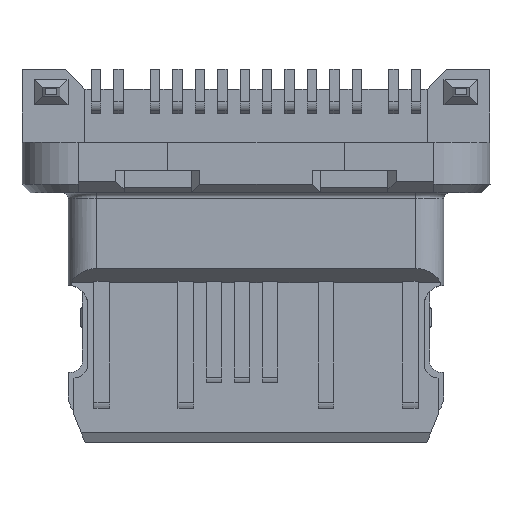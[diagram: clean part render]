
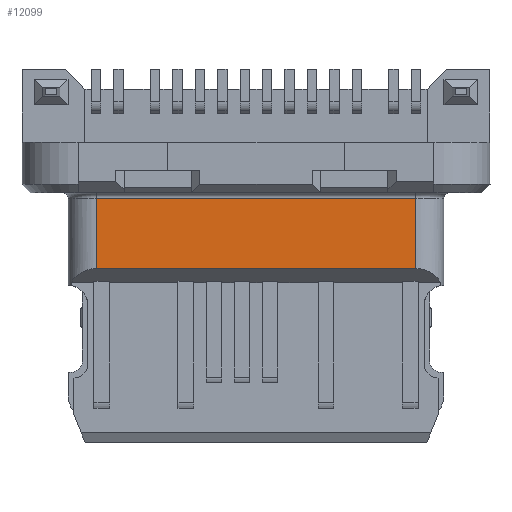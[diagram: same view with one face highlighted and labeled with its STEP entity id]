
A CAD part, top view. The second image highlights one B-rep face of the part: STEP entity #12099.
In plain terms, the highlighted planar face has unit normal (0, 0, 1).
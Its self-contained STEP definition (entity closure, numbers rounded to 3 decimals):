
#151=DIRECTION('',(0.,-1.,0.));
#152=VECTOR('',#151,1.25);
#153=CARTESIAN_POINT('',(-10.045,8.8,-0.7));
#154=LINE('',#153,#152);
#155=CARTESIAN_POINT('',(-10.045,7.55,-0.7));
#3434=DIRECTION('',(0.,1.,0.));
#3435=VECTOR('',#3434,1.25);
#3436=CARTESIAN_POINT('',(-4.355,7.55,
-0.7));
#3437=LINE('',#3436,#3435);
#3453=DIRECTION('',(1.,0.,0.));
#3454=VECTOR('',#3453,5.69);
#3455=CARTESIAN_POINT('',(-10.045,8.8,-0.7));
#3456=LINE('',#3455,#3454);
#3457=DIRECTION('',(-1.,0.,0.));
#3458=VECTOR('',#3457,5.69);
#3459=CARTESIAN_POINT('',(-4.355,7.55,
-0.7));
#3460=LINE('',#3459,#3458);
#4833=VERTEX_POINT('',#155);
#4834=CARTESIAN_POINT('',(-4.355,7.55,
-0.7));
#4835=VERTEX_POINT('',#4834);
#4836=CARTESIAN_POINT('',(-10.045,8.8,-0.7));
#4838=VERTEX_POINT('',#4836);
#4840=CARTESIAN_POINT('',(-4.355,8.8,
-0.7));
#4841=VERTEX_POINT('',#4840);
#12087=CARTESIAN_POINT('',(-48.501,20.397,
-0.7));
#12088=DIRECTION('',(0.,0.,1.));
#12089=DIRECTION('',(1.,0.,0.));
#12090=AXIS2_PLACEMENT_3D('',#12087,#12088,#12089);
#12091=PLANE('',#12090);
#12093=ORIENTED_EDGE('',*,*,#12092,.T.);
#12094=ORIENTED_EDGE('',*,*,#12069,.F.);
#12095=ORIENTED_EDGE('',*,*,#5392,.T.);
#12096=ORIENTED_EDGE('',*,*,#5514,.F.);
#12097=EDGE_LOOP('',(#12093,#12094,#12095,#12096));
#12098=FACE_OUTER_BOUND('',#12097,.F.);
#5392=EDGE_CURVE('',#4835,#4833,#3460,.T.);
#5514=EDGE_CURVE('',#4838,#4833,#154,.T.);
#12069=EDGE_CURVE('',#4835,#4841,#3437,.T.);
#12092=EDGE_CURVE('',#4838,#4841,#3456,.T.);
#12099=ADVANCED_FACE('',(#12098),#12091,.T.);
